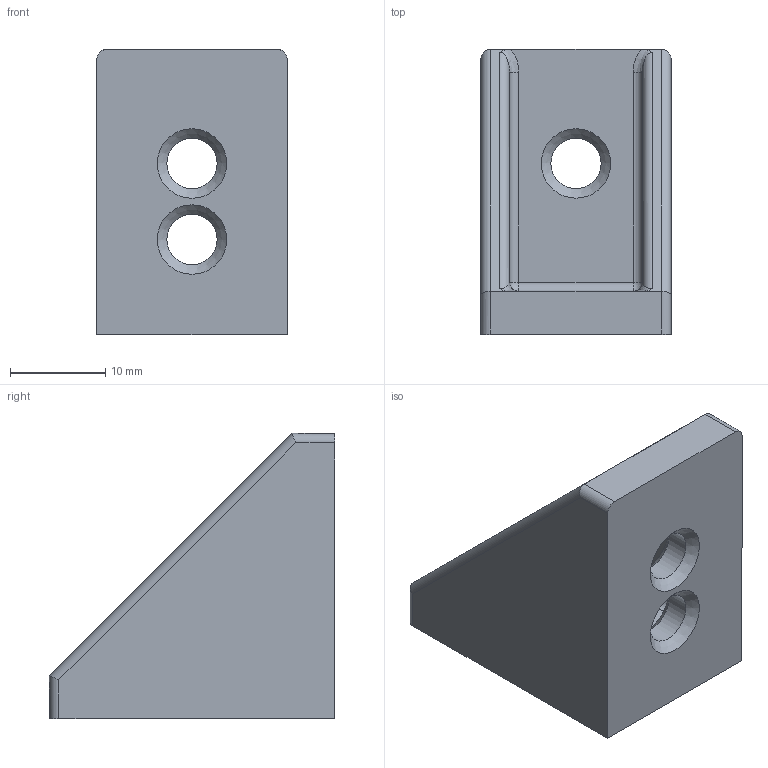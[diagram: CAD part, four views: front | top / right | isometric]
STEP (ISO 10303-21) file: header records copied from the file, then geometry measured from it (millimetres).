
FILE_DESCRIPTION(/* description */ ('Alibre Inc.'),/* implementation_level */ '2;1');
FILE_NAME(/* name */ 'export0',/* time_stamp */ '2015-07-05T23:07:10+12:00',/* author */ (''),/* organization */ (''),/* preprocessor_version */ 'ST-DEVELOPER v14',/* originating_system */ 'Alibre',/* authorisation */ '');
FILE_SCHEMA (('CONFIG_CONTROL_DESIGN'));
Length unit declared in the file: centimetre
Products named in the file (1): XEB505
Bounding box: 20 x 30 x 30 mm (x, y, z)
Volume: 6581.1 mm3; surface area: 4034 mm2
Topology: 1 solids, 1 shells, 40 faces, 92 edges, 52 vertices
Faces by surface type: cylinder 16, plane 12, cone 6, bspline 4, sphere 2
Full cylindrical faces by diameter (mm): 5.3 x3
Entity records: 1620 total; most frequent: CARTESIAN_POINT 688, DIRECTION 170, ORIENTED_EDGE 162, EDGE_CURVE 81, AXIS2_PLACEMENT_3D 73, EDGE_LOOP 55, FACE_BOUND 55, VERTEX_POINT 52
